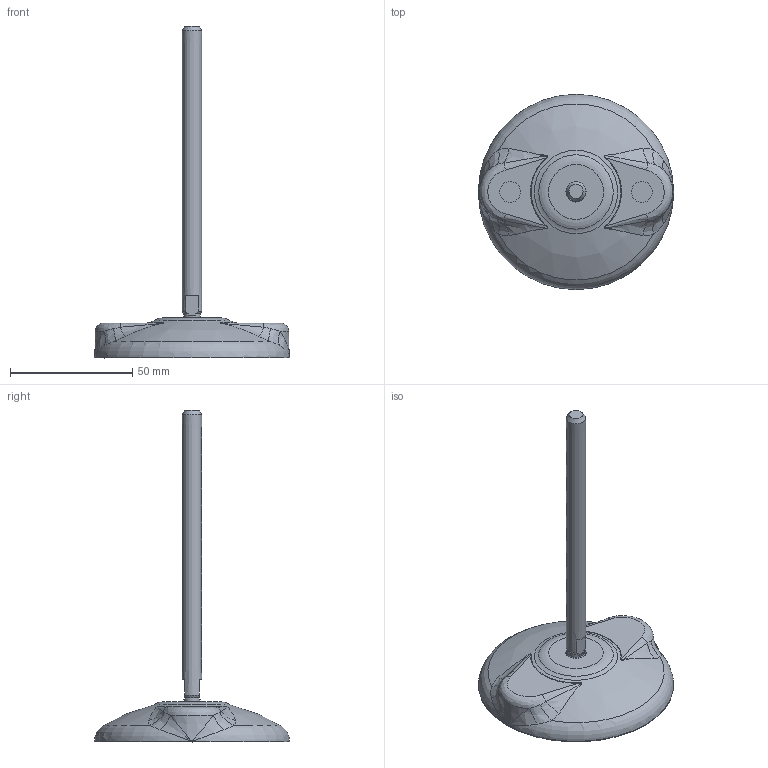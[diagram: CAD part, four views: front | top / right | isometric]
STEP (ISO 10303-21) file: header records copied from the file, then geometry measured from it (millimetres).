
FILE_DESCRIPTION(/* description */ ('Translator using VaultInventorServer'),/* implementation_level */ '2;1');
FILE_NAME(/* name */ 'CPDSN0000055_A.stp',/* time_stamp */ '2024-09-09T10:46:41+02:00',/* author */ ('Marco Pistoia'),/* organization */ (''),/* preprocessor_version */ 'ST-DEVELOPER v18.1',/* originating_system */ 'Autodesk Inventor 2022',/* authorisation */ '');
FILE_SCHEMA (('AUTOMOTIVE_DESIGN { 1 0 10303 214 3 1 1 }'));
Length unit declared in the file: millimetre
Products named in the file (1): CPDSN0000055
Bounding box: 80.01 x 80.01 x 136 mm (x, y, z)
Volume: 50756.8 mm3; surface area: 16659.1 mm2
Topology: 2 solids, 2 shells, 65 faces, 153 edges, 92 vertices
Faces by surface type: bspline 29, plane 15, cone 12, cylinder 5, torus 4
Full cylindrical faces by diameter (mm): 6.8 x1, 8.292 x1, 8.8 x1, 18 x1, 72.01 x1
Entity records: 5806 total; most frequent: CARTESIAN_POINT 4400, ORIENTED_EDGE 296, DIRECTION 219, EDGE_CURVE 148, AXIS2_PLACEMENT_3D 97, VERTEX_POINT 92, EDGE_LOOP 70, FACE_OUTER_BOUND 65
